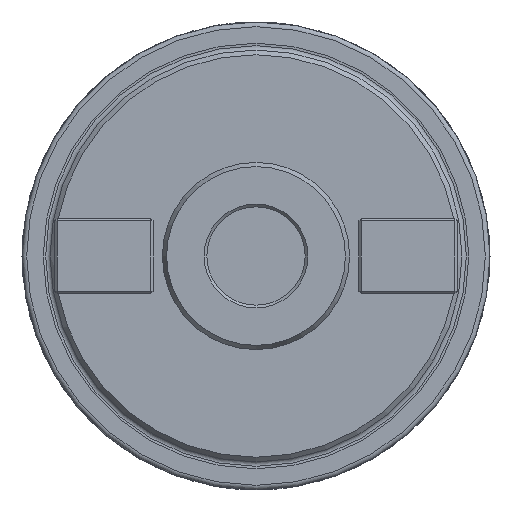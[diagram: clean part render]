
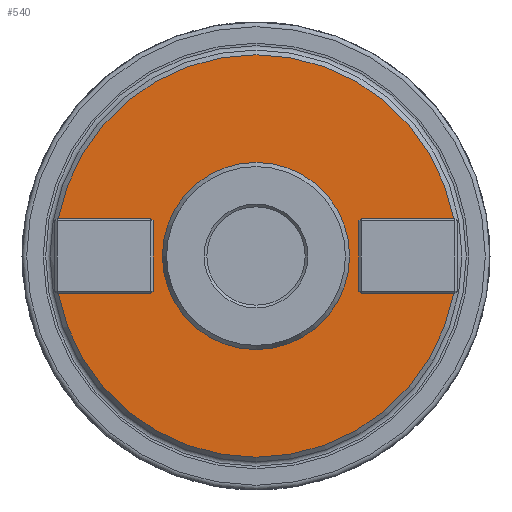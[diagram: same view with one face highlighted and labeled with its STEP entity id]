
A CAD part, left-side view. The second image highlights one B-rep face of the part: STEP entity #540.
In plain terms, the highlighted planar face has unit normal (-1, 0, 0).
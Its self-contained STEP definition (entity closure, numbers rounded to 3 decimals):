
#540=ADVANCED_FACE('',(#953,#954),#654,.F.);
#654=PLANE('',#2131);
#713=LINE('',#2796,#833);
#714=LINE('',#2799,#834);
#715=LINE('',#2803,#835);
#716=LINE('',#2805,#836);
#717=LINE('',#2807,#837);
#718=LINE('',#2809,#838);
#719=LINE('',#2811,#839);
#720=LINE('',#2815,#840);
#721=LINE('',#2817,#841);
#722=LINE('',#2819,#842);
#833=VECTOR('',#2313,1.);
#834=VECTOR('',#2314,1.);
#835=VECTOR('',#2317,1.);
#836=VECTOR('',#2318,1.);
#837=VECTOR('',#2319,1.);
#838=VECTOR('',#2320,1.);
#839=VECTOR('',#2321,1.);
#840=VECTOR('',#2324,1.);
#841=VECTOR('',#2325,1.);
#842=VECTOR('',#2326,1.);
#953=FACE_BOUND('',#1007,.T.);
#954=FACE_BOUND('',#1008,.T.);
#1007=EDGE_LOOP('',(#1147));
#1008=EDGE_LOOP('',(#1148,#1149,#1150,#1151,#1152,#1153,#1154,#1155,#1156,
#1157,#1158,#1159));
#1147=ORIENTED_EDGE('',*,*,#1815,.F.);
#1148=ORIENTED_EDGE('',*,*,#1816,.T.);
#1149=ORIENTED_EDGE('',*,*,#1817,.T.);
#1150=ORIENTED_EDGE('',*,*,#1818,.T.);
#1151=ORIENTED_EDGE('',*,*,#1819,.T.);
#1152=ORIENTED_EDGE('',*,*,#1820,.T.);
#1153=ORIENTED_EDGE('',*,*,#1821,.T.);
#1154=ORIENTED_EDGE('',*,*,#1822,.T.);
#1155=ORIENTED_EDGE('',*,*,#1823,.T.);
#1156=ORIENTED_EDGE('',*,*,#1824,.T.);
#1157=ORIENTED_EDGE('',*,*,#1825,.T.);
#1158=ORIENTED_EDGE('',*,*,#1826,.T.);
#1159=ORIENTED_EDGE('',*,*,#1827,.T.);
#1649=VERTEX_POINT('',#2795);
#1650=VERTEX_POINT('',#2797);
#1651=VERTEX_POINT('',#2798);
#1652=VERTEX_POINT('',#2800);
#1653=VERTEX_POINT('',#2802);
#1654=VERTEX_POINT('',#2804);
#1655=VERTEX_POINT('',#2806);
#1656=VERTEX_POINT('',#2808);
#1657=VERTEX_POINT('',#2810);
#1658=VERTEX_POINT('',#2812);
#1659=VERTEX_POINT('',#2814);
#1660=VERTEX_POINT('',#2816);
#1661=VERTEX_POINT('',#2818);
#1815=EDGE_CURVE('',#1649,#1649,#2066,.T.);
#1816=EDGE_CURVE('',#1650,#1651,#713,.T.);
#1817=EDGE_CURVE('',#1651,#1652,#714,.T.);
#1818=EDGE_CURVE('',#1652,#1653,#2067,.T.);
#1819=EDGE_CURVE('',#1653,#1654,#715,.T.);
#1820=EDGE_CURVE('',#1654,#1655,#716,.T.);
#1821=EDGE_CURVE('',#1655,#1656,#717,.T.);
#1822=EDGE_CURVE('',#1656,#1657,#718,.T.);
#1823=EDGE_CURVE('',#1657,#1658,#719,.T.);
#1824=EDGE_CURVE('',#1658,#1659,#2068,.T.);
#1825=EDGE_CURVE('',#1659,#1660,#720,.T.);
#1826=EDGE_CURVE('',#1660,#1661,#721,.T.);
#1827=EDGE_CURVE('',#1661,#1650,#722,.T.);
#2066=CIRCLE('',#2128,20.);
#2067=CIRCLE('',#2129,43.);
#2068=CIRCLE('',#2130,43.);
#2128=AXIS2_PLACEMENT_3D('',#2794,#2311,#2312);
#2129=AXIS2_PLACEMENT_3D('',#2801,#2315,#2316);
#2130=AXIS2_PLACEMENT_3D('',#2813,#2322,#2323);
#2131=AXIS2_PLACEMENT_3D('',#2820,#2327,#2328);
#2311=DIRECTION('',(-1.,0.,0.));
#2312=DIRECTION('',(0.,0.,-1.));
#2313=DIRECTION('',(0.,0.707,-0.707));
#2314=DIRECTION('',(0.,1.,0.));
#2315=DIRECTION('',(-1.,0.,0.));
#2316=DIRECTION('',(0.,0.,-1.));
#2317=DIRECTION('',(0.,1.,0.));
#2318=DIRECTION('',(0.,0.707,0.707));
#2319=DIRECTION('',(0.,0.,1.));
#2320=DIRECTION('',(0.,-0.707,0.707));
#2321=DIRECTION('',(0.,-1.,0.));
#2322=DIRECTION('',(-1.,0.,0.));
#2323=DIRECTION('',(0.,0.,-1.));
#2324=DIRECTION('',(0.,-1.,0.));
#2325=DIRECTION('',(0.,-0.707,-0.707));
#2326=DIRECTION('',(0.,0.,-1.));
#2327=DIRECTION('',(1.,0.,0.));
#2328=DIRECTION('',(0.,0.,-1.));
#2794=CARTESIAN_POINT('',(27.,0.,0.));
#2795=CARTESIAN_POINT('',(27.,0.,-20.));
#2796=CARTESIAN_POINT('',(27.,17.968,-3.468));
#2797=CARTESIAN_POINT('',(27.,22.,-7.5));
#2798=CARTESIAN_POINT('',(27.,22.5,-8.));
#2799=CARTESIAN_POINT('',(27.,21.435,-8.));
#2800=CARTESIAN_POINT('',(27.,42.249,-8.));
#2801=CARTESIAN_POINT('',(27.,0.,0.));
#2802=CARTESIAN_POINT('',(27.,-42.249,-8.));
#2803=CARTESIAN_POINT('',(27.,21.435,-8.));
#2804=CARTESIAN_POINT('',(27.,-22.5,-8.));
#2805=CARTESIAN_POINT('',(27.,3.468,17.968));
#2806=CARTESIAN_POINT('',(27.,-22.,-7.5));
#2807=CARTESIAN_POINT('',(27.,-22.,0.));
#2808=CARTESIAN_POINT('',(27.,-22.,7.5));
#2809=CARTESIAN_POINT('',(27.,3.468,-17.968));
#2810=CARTESIAN_POINT('',(27.,-22.5,8.));
#2811=CARTESIAN_POINT('',(27.,21.435,8.));
#2812=CARTESIAN_POINT('',(27.,-42.249,8.));
#2813=CARTESIAN_POINT('',(27.,0.,0.));
#2814=CARTESIAN_POINT('',(27.,42.249,8.));
#2815=CARTESIAN_POINT('',(27.,21.435,8.));
#2816=CARTESIAN_POINT('',(27.,22.5,8.));
#2817=CARTESIAN_POINT('',(27.,17.968,3.468));
#2818=CARTESIAN_POINT('',(27.,22.,7.5));
#2819=CARTESIAN_POINT('',(27.,22.,0.));
#2820=CARTESIAN_POINT('',(27.,21.435,0.));
